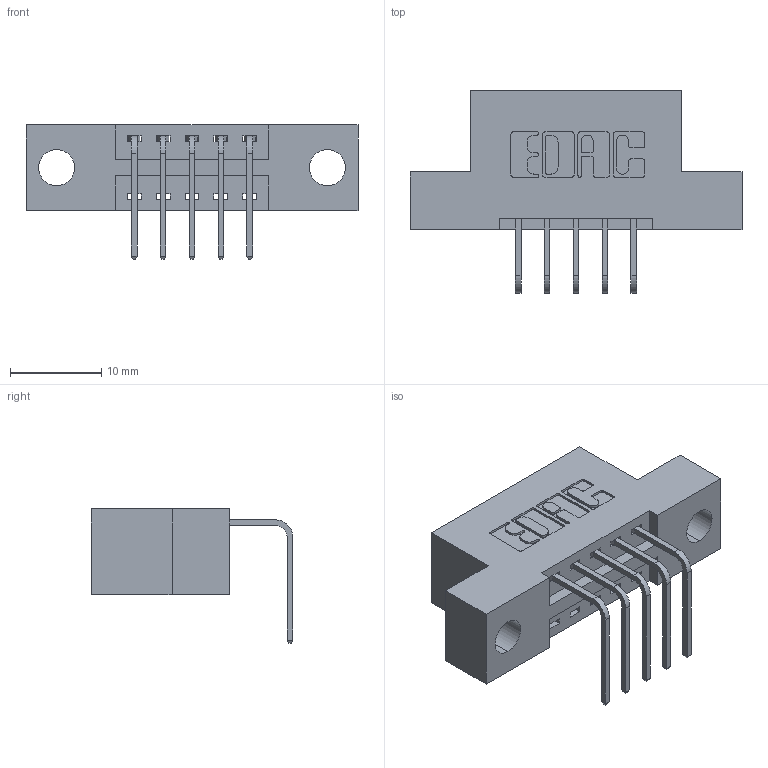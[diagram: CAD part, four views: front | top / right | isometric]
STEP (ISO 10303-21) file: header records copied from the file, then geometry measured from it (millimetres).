
FILE_DESCRIPTION (( 'STEP AP203' ), '1' );
FILE_NAME ('346-005-558-104.STEP', '2022-05-04T18:02:11', ( '' ), ( '' ), 'SwSTEP 2.0', 'SolidWorks 2020', '' );
FILE_SCHEMA (( 'CONFIG_CONTROL_DESIGN' ));
Length unit declared in the file: inch
Products named in the file (3): 345-292-001_558 Tail - 2; 346-005-558-104; 346 Part_Flush Mounting Lugs - 0.156 Dia-TH
Assembly tree (6 placements, depth 2):
  346-005-558-104
    346 Part_Flush Mounting Lugs - 0.156 Dia-TH
    345-292-001_558 Tail - 2  x5
Bounding box: 36.45 x 22.16 x 14.73 mm (x, y, z)
Volume: 3144.8 mm3; surface area: 3467.9 mm2
Topology: 6 solids, 6 shells, 436 faces, 1275 edges, 842 vertices
Faces by surface type: plane 300, cylinder 136
Entity records: 8587 total; most frequent: CARTESIAN_POINT 1493, ORIENTED_EDGE 1430, DIRECTION 1361, EDGE_CURVE 715, VECTOR 563, LINE 563, VERTEX_POINT 474, AXIS2_PLACEMENT_3D 399
